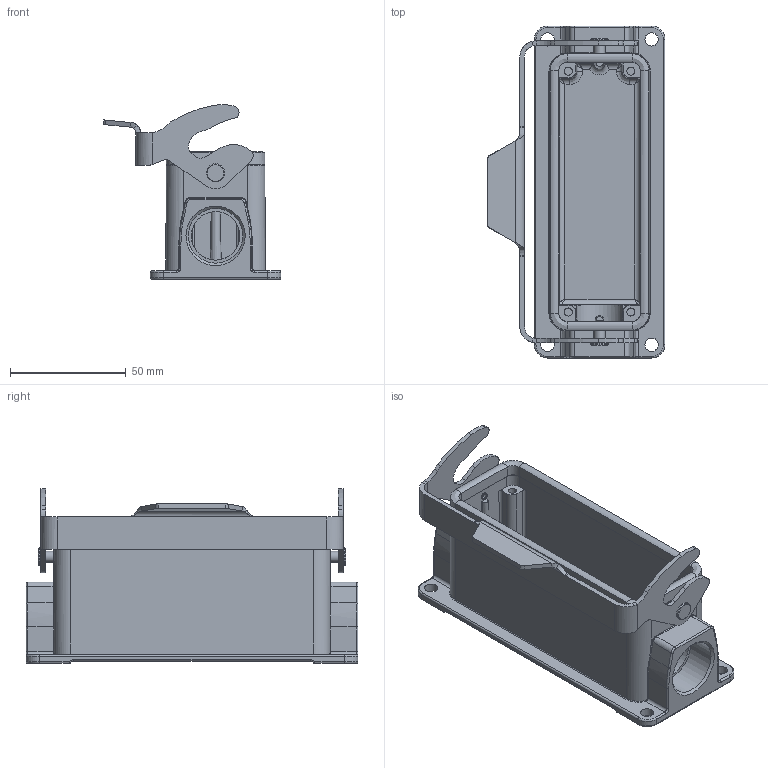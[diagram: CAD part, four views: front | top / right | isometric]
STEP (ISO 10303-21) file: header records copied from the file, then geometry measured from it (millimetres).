
FILE_DESCRIPTION(/* description */ (''),/* implementation_level */ '2;1');
FILE_NAME(/* name */ 'H24B-SF-1L.stp',/* time_stamp */ '2022-08-12T09:36:06+08:00',/* author */ (''),/* organization */ (''),/* preprocessor_version */ 'ST-DEVELOPER v16',/* originating_system */ 'SIEMENS PLM Software NX 10.0',/* authorisation */ '');
FILE_SCHEMA (('AP203_CONFIGURATION_CONTROLLED_3D_DESIGN_OF_MECHANICAL_PARTS_AND_ASSEMBLIES_MIM_LF { 1 0 10303 403 2 1 2}'));
Length unit declared in the file: millimetre
Products named in the file (1): Admi11682A00h72d
Bounding box: 76.78 x 143.4 x 75.48 mm (x, y, z)
Volume: 107122.9 mm3; surface area: 64872.3 mm2
Topology: 1 solids, 1 shells, 425 faces, 1059 edges, 642 vertices
Faces by surface type: cylinder 188, plane 122, bspline 64, torus 29, cone 10, revolution 4, sphere 4, extrusion 4
Full cylindrical faces by diameter (mm): 2.2 x2, 3 x2, 3.5 x4, 4.8 x2, 5.15 x2, 5.8 x4, 7.8 x2, 20.999 x1, 23.599 x2
Entity records: 14200 total; most frequent: CARTESIAN_POINT 4631, ORIENTED_EDGE 2014, DIRECTION 1892, EDGE_CURVE 1007, AXIS2_PLACEMENT_3D 736, VERTEX_POINT 631, EDGE_LOOP 486, ADVANCED_FACE 425
